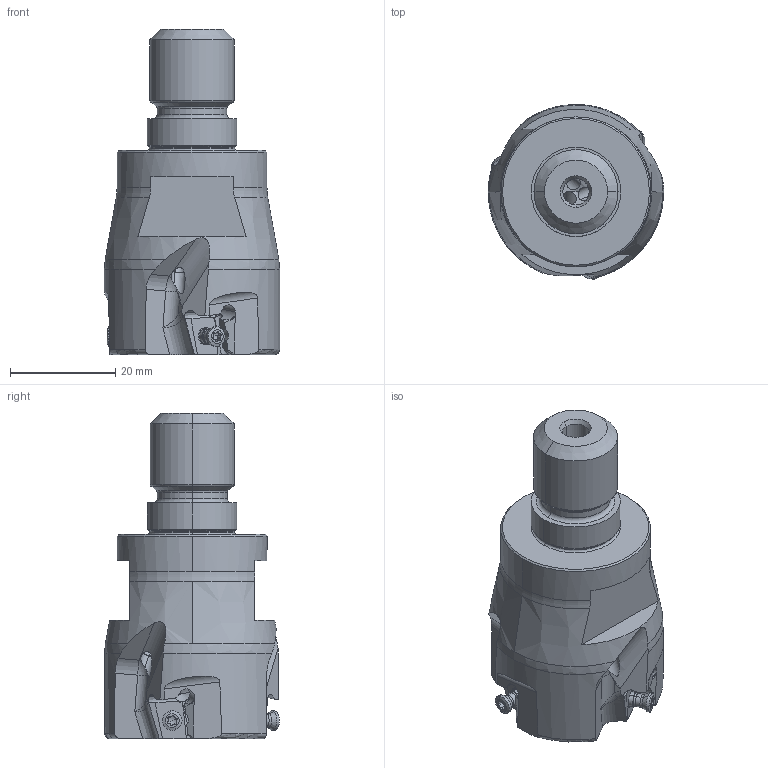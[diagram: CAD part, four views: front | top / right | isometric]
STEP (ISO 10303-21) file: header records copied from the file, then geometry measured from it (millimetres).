
FILE_DESCRIPTION(/* description */ (''),/* implementation_level */ '2;1');
FILE_NAME(/* name */ 'VPX200UR2203AM1640.stp',/* time_stamp */ '2021-09-08T11:38:26+09:00',/* author */ (''),/* organization */ (''),/* preprocessor_version */ 'ST-DEVELOPER v16',/* originating_system */ 'SIEMENS PLM Software NX 10.0',/* authorisation */ '');
FILE_SCHEMA (('AUTOMOTIVE_DESIGN { 1 0 10303 214 3 1 1 1 }'));
Length unit declared in the file: millimetre
Products named in the file (1): VPX200UR2203AM1640_ASM
Bounding box: 33.33 x 33.26 x 61.8 mm (x, y, z)
Volume: 30492.9 mm3; surface area: 8201.1 mm2
Topology: 4 solids, 4 shells, 364 faces, 1040 edges, 682 vertices
Faces by surface type: cylinder 149, plane 89, cone 56, torus 34, bspline 18, extrusion 12, sphere 6
Entity records: 16364 total; most frequent: CARTESIAN_POINT 6978, ORIENTED_EDGE 2036, DIRECTION 1875, EDGE_CURVE 1018, AXIS2_PLACEMENT_3D 765, VERTEX_POINT 676, EDGE_LOOP 384, ADVANCED_FACE 364
